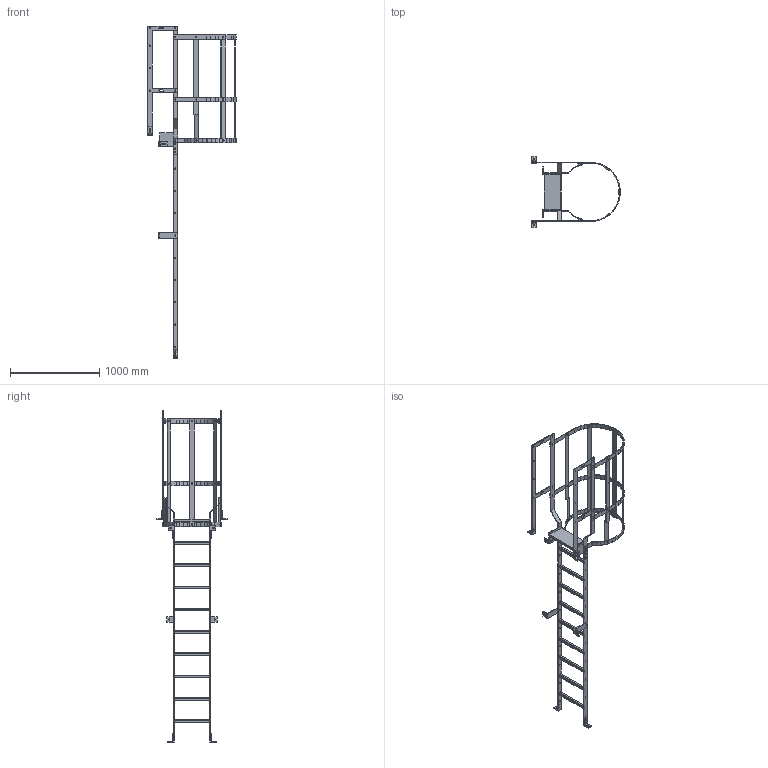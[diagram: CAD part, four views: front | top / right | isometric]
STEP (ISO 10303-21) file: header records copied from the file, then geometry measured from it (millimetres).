
FILE_DESCRIPTION(('Open CASCADE Model'),'2;1');
FILE_NAME('Open CASCADE Shape Model','2021-11-09T15:55:01',('Author'),( 'Open CASCADE'),'Open CASCADE STEP processor 7.3','Open CASCADE 7.3' ,'Unknown');
FILE_SCHEMA(('AUTOMOTIVE_DESIGN { 1 0 10303 214 1 1 1 1 }'));
Length unit declared in the file: millimetre
Products named in the file (825): product-106a0114-7f57-4009-94b3-8ea8c3d28533-body 1; product-a3239434-0638-43d6-8c49-2c31b3f64002-body 2; product-a3239434-0638-43d6-8c49-2c31b3f64002-body 2.1; product-a3239434-0638-43d6-8c49-2c31b3f64002-body 2.1.1; product-ee0bca5f-7203-4bfe-ab26-503a4a5d2cda-body 3; product-ee0bca5f-7203-4bfe-ab26-503a4a5d2cda-body 3.1; product-ee0bca5f-7203-4bfe-ab26-503a4a5d2cda-body 3.1.1; product-0ad4b70b-7000-470a-85a0-781748c7c75f-body 4; product-0ad4b70b-7000-470a-85a0-781748c7c75f-body 4.1; product-0ad4b70b-7000-470a-85a0-781748c7c75f-body 4.1.1; product-9eef17ab-87ed-48a0-b710-2dae7662e886-body 5; product-9eef17ab-87ed-48a0-b710-2dae7662e886-body 5.1; product-9eef17ab-87ed-48a0-b710-2dae7662e886-body 5.1.1; product-a55bb198-3926-43da-b0f5-dabd91682cc0-body 6; product-a55bb198-3926-43da-b0f5-dabd91682cc0-body 6.1; product-a55bb198-3926-43da-b0f5-dabd91682cc0-body 6.1.1; product-55940b9c-f650-48a1-82a0-d5dd91b455b0-body 7; product-55940b9c-f650-48a1-82a0-d5dd91b455b0-body 7.1; product-55940b9c-f650-48a1-82a0-d5dd91b455b0-body 7.1.1; product-50620b9d-e90c-4a6b-a0fe-b3961c3216e0-body 8; product-50620b9d-e90c-4a6b-a0fe-b3961c3216e0-body 8.1; product-50620b9d-e90c-4a6b-a0fe-b3961c3216e0-body 8.1.1; product-c54668be-65e7-4d05-95f8-30d4716cbba4-body 9; product-c54668be-65e7-4d05-95f8-30d4716cbba4-body 9.1; product-c54668be-65e7-4d05-95f8-30d4716cbba4-body 9.1.1; product-dde71ec9-fb39-42c8-bd90-aebec7e3bc8e-body 10; product-dde71ec9-fb39-42c8-bd90-aebec7e3bc8e-body 10.1; product-dde71ec9-fb39-42c8-bd90-aebec7e3bc8e-body 10.1.1; product-605ea160-a170-450c-b17c-e07f13cd3430-body 11; product-605ea160-a170-450c-b17c-e07f13cd3430-body 11.1; product-605ea160-a170-450c-b17c-e07f13cd3430-body 11.1.1; product-605ea160-a170-450c-b17c-e07f13cd3430-body 11.1.2; product-605ea160-a170-450c-b17c-e07f13cd3430-body 11.1.3; product-605ea160-a170-450c-b17c-e07f13cd3430-body 11.1.4; product-605ea160-a170-450c-b17c-e07f13cd3430-body 11.1.5; product-605ea160-a170-450c-b17c-e07f13cd3430-body 11.1.6; product-605ea160-a170-450c-b17c-e07f13cd3430-body 11.1.7; product-605ea160-a170-450c-b17c-e07f13cd3430-body 11.1.8; product-605ea160-a170-450c-b17c-e07f13cd3430-body 11.1.9; product-605ea160-a170-450c-b17c-e07f13cd3430-body 11.1.10 ...
Assembly tree (791 placements, depth 4):
  product-106a0114-7f57-4009-94b3-8ea8c3d28533-body 1
  product-a3239434-0638-43d6-8c49-2c31b3f64002-body 2
    product-a3239434-0638-43d6-8c49-2c31b3f64002-body 2.1
      product-a3239434-0638-43d6-8c49-2c31b3f64002-body 2.1.1
  product-ee0bca5f-7203-4bfe-ab26-503a4a5d2cda-body 3
    product-ee0bca5f-7203-4bfe-ab26-503a4a5d2cda-body 3.1
      product-ee0bca5f-7203-4bfe-ab26-503a4a5d2cda-body 3.1.1
  product-0ad4b70b-7000-470a-85a0-781748c7c75f-body 4
    product-0ad4b70b-7000-470a-85a0-781748c7c75f-body 4.1
      product-0ad4b70b-7000-470a-85a0-781748c7c75f-body 4.1.1
  product-9eef17ab-87ed-48a0-b710-2dae7662e886-body 5
    product-9eef17ab-87ed-48a0-b710-2dae7662e886-body 5.1
      product-9eef17ab-87ed-48a0-b710-2dae7662e886-body 5.1.1
Bounding box: 993.8 x 796 x 3725 mm (x, y, z)
Volume: 5679950.4 mm3; surface area: 3719806.9 mm2
Topology: 24 solids, 766 shells, 1059 faces, 5139 edges, 4870 vertices
Faces by surface type: plane 972, cylinder 87
Full cylindrical faces by diameter (mm): 14 x51, 15 x6
Entity records: 107266 total; most frequent: CARTESIAN_POINT 18538, DIRECTION 14549, LINE 10389, VECTOR 10389, ORIENTED_EDGE 5946, PCURVE 5946, DEFINITIONAL_REPRESENTATION 5946, EDGE_CURVE 5139
